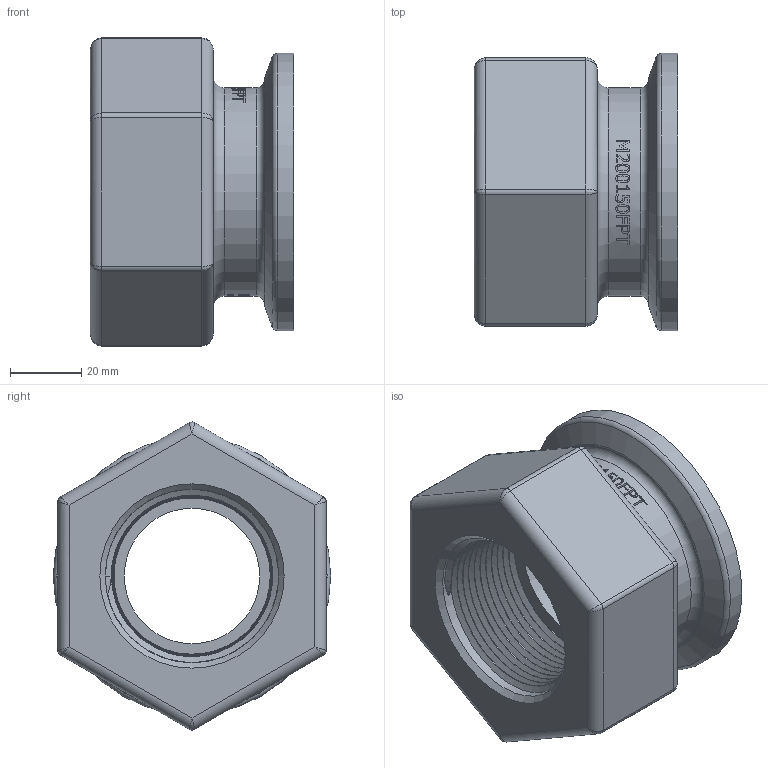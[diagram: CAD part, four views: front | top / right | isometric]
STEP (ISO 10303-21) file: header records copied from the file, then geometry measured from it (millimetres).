
FILE_DESCRIPTION(/* description */ ('1 1/2" FEMALE NPT X 2" MNFLD FLG.'),/* implementation_level */ '2;1');
FILE_NAME(/* name */ 'M200150FPT.stp',/* time_stamp */ '2016-12-02T16:18:47-05:00',/* author */ ('ALR'),/* organization */ (''),/* preprocessor_version */ 'ST-DEVELOPER v16.5',/* originating_system */ 'Autodesk Inventor 2017',/* authorisation */ '');
FILE_SCHEMA (('AUTOMOTIVE_DESIGN { 1 0 10303 214 3 1 1 }'));
Length unit declared in the file: inch
Products named in the file (1): M200150FPT
Bounding box: 57.15 x 77.98 x 86.64 mm (x, y, z)
Volume: 161036.4 mm3; surface area: 34288.4 mm2
Topology: 1 solids, 1 shells, 423 faces, 1116 edges, 721 vertices
Faces by surface type: plane 196, bspline 149, cylinder 58, cone 16, torus 4
Full cylindrical faces by diameter (mm): 38.1 x1, 55.626 x1, 58.674 x1, 77.978 x1
Entity records: 17971 total; most frequent: CARTESIAN_POINT 8600, ORIENTED_EDGE 2120, DIRECTION 1601, EDGE_CURVE 1060, VERTEX_POINT 698, AXIS2_PLACEMENT_3D 553, LINE 495, VECTOR 495
